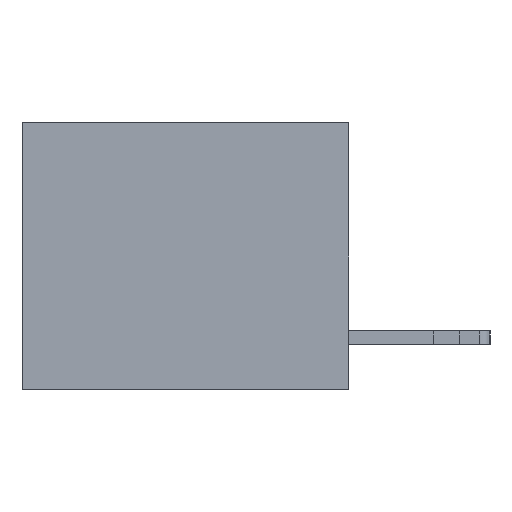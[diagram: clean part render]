
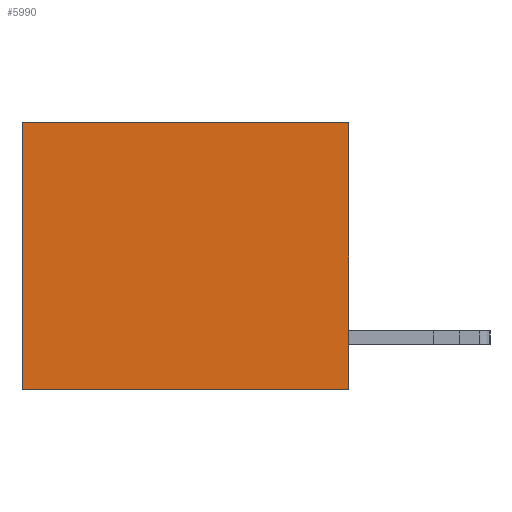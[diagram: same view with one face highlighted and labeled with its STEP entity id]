
A CAD part, left-side view. The second image highlights one B-rep face of the part: STEP entity #5990.
In plain terms, the highlighted planar face has unit normal (-1, 0, 0).
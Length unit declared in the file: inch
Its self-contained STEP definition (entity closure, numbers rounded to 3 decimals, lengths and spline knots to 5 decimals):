
#1551 = DIRECTION ( 'NONE',  ( 1., 0., 0. ) ) ;
#3233 = CARTESIAN_POINT ( 'NONE',  ( 0.3165, 0., 0. ) ) ;
#4018 = EDGE_CURVE ( 'NONE', #11880, #24902, #27279, .T. ) ;
#4125 = FACE_OUTER_BOUND ( 'NONE', #19187, .T. ) ;
#4625 = CARTESIAN_POINT ( 'NONE',  ( 0.3165, 0., -0.49 ) ) ;
#5789 = VECTOR ( 'NONE', #27326, 39.37008 ) ;
#5990 = ADVANCED_FACE ( 'NONE', ( #4125 ), #12945, .F. ) ;
#6026 = LINE ( 'NONE', #10012, #14624 ) ;
#6133 = VECTOR ( 'NONE', #27341, 39.37008 ) ;
#9879 = CARTESIAN_POINT ( 'NONE',  ( 0.3165, 0., 0. ) ) ;
#10012 = CARTESIAN_POINT ( 'NONE',  ( 0.3165, 0., -0.49 ) ) ;
#10117 = DIRECTION ( 'NONE',  ( 0., 0., -1. ) ) ;
#10599 = CARTESIAN_POINT ( 'NONE',  ( 0.3165, 0.6, 0. ) ) ;
#10699 = ORIENTED_EDGE ( 'NONE', *, *, #14931, .F. ) ;
#11880 = VERTEX_POINT ( 'NONE', #10599 ) ;
#12339 = VECTOR ( 'NONE', #25904, 39.37008 ) ;
#12945 = PLANE ( 'NONE',  #22390 ) ;
#13043 = DIRECTION ( 'NONE',  ( 0., 0., -1. ) ) ;
#14624 = VECTOR ( 'NONE', #10117, 39.37008 ) ;
#14931 = EDGE_CURVE ( 'NONE', #29431, #24902, #18323, .T. ) ;
#15252 = VERTEX_POINT ( 'NONE', #3233 ) ;
#15954 = ORIENTED_EDGE ( 'NONE', *, *, #4018, .T. ) ;
#18323 = LINE ( 'NONE', #4625, #6133 ) ;
#18422 = LINE ( 'NONE', #9879, #12339 ) ;
#19187 = EDGE_LOOP ( 'NONE', ( #15954, #10699, #25681, #23519 ) ) ;
#21092 = CARTESIAN_POINT ( 'NONE',  ( 0.3165, 0., -0.49 ) ) ;
#21677 = CARTESIAN_POINT ( 'NONE',  ( 0.3165, 0.6, -0.49 ) ) ;
#22390 = AXIS2_PLACEMENT_3D ( 'NONE', #28890, #1551, #13043 ) ;
#23332 = EDGE_CURVE ( 'NONE', #15252, #11880, #18422, .T. ) ;
#23519 = ORIENTED_EDGE ( 'NONE', *, *, #23332, .T. ) ;
#24902 = VERTEX_POINT ( 'NONE', #21677 ) ;
#24961 = CARTESIAN_POINT ( 'NONE',  ( 0.3165, 0.6, -0.49 ) ) ;
#25681 = ORIENTED_EDGE ( 'NONE', *, *, #26369, .F. ) ;
#25904 = DIRECTION ( 'NONE',  ( 0., 1., 0. ) ) ;
#26369 = EDGE_CURVE ( 'NONE', #15252, #29431, #6026, .T. ) ;
#27279 = LINE ( 'NONE', #24961, #5789 ) ;
#27326 = DIRECTION ( 'NONE',  ( 0., 0., -1. ) ) ;
#27341 = DIRECTION ( 'NONE',  ( 0., 1., 0. ) ) ;
#28890 = CARTESIAN_POINT ( 'NONE',  ( 0.3165, 0., -0.49 ) ) ;
#29431 = VERTEX_POINT ( 'NONE', #21092 ) ;
